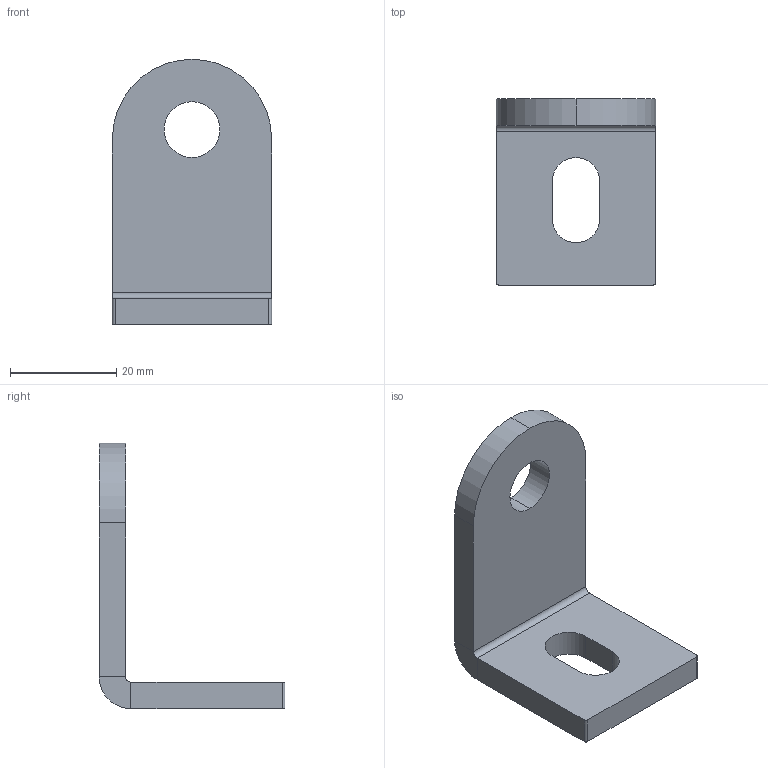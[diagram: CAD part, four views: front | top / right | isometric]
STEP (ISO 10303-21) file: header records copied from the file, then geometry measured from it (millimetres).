
FILE_DESCRIPTION (( 'STEP AP203' ), '1' );
FILE_NAME ('1474.STEP', '2019-09-02T11:32:31', ( '' ), ( '' ), 'SwSTEP 2.0', 'SolidWorks 2015', '' );
FILE_SCHEMA (( 'CONFIG_CONTROL_DESIGN' ));
Length unit declared in the file: millimetre
Products named in the file (1): 1474
Bounding box: 30 x 35 x 50 mm (x, y, z)
Volume: 10224.9 mm3; surface area: 5491.4 mm2
Topology: 1 solids, 1 shells, 180 faces, 475 edges, 314 vertices
Faces by surface type: plane 122, bspline 48, cylinder 10
Entity records: 7860 total; most frequent: CARTESIAN_POINT 3626, ORIENTED_EDGE 950, DIRECTION 665, EDGE_CURVE 475, LINE 359, VECTOR 359, VERTEX_POINT 314, EDGE_LOOP 201
